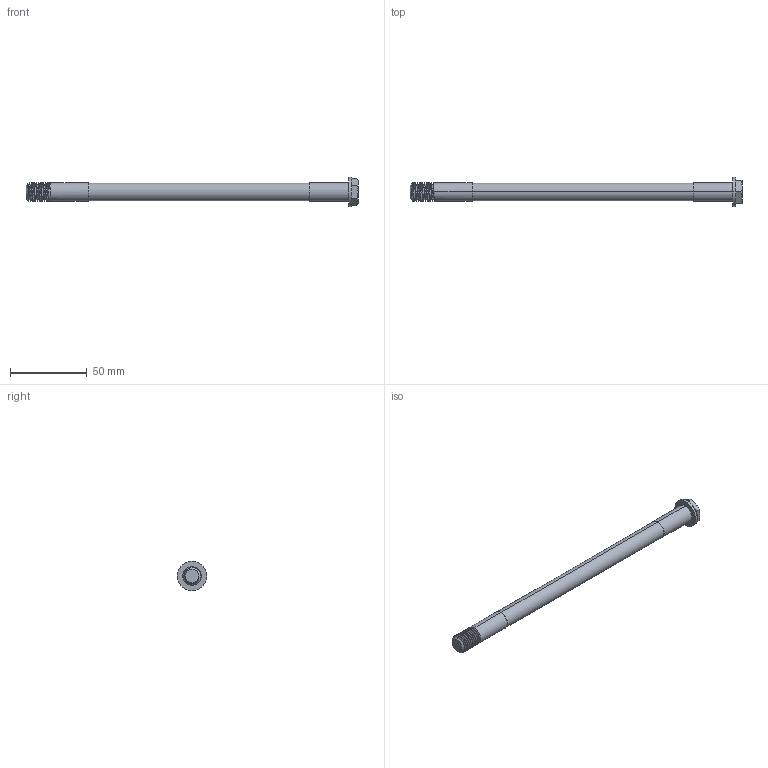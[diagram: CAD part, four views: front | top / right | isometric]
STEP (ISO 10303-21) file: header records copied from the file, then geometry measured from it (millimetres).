
FILE_DESCRIPTION (( 'STEP AP214' ), '1' );
FILE_NAME ('SK4088.STEP', '2025-04-16T21:15:37', ( '' ), ( '' ), 'SwSTEP 2.0', 'SolidWorks 2023', '' );
FILE_SCHEMA (( 'AUTOMOTIVE_DESIGN' ));
Length unit declared in the file: millimetre
Products named in the file (1): SK4088
Bounding box: 216 x 19.05 x 19.05 mm (x, y, z)
Volume: 23895.2 mm3; surface area: 9073.6 mm2
Topology: 1 solids, 1 shells, 66 faces, 155 edges, 96 vertices
Faces by surface type: cylinder 26, plane 20, cone 16, torus 2, bspline 2
Entity records: 3093 total; most frequent: CARTESIAN_POINT 1704, ORIENTED_EDGE 310, DIRECTION 257, EDGE_CURVE 155, AXIS2_PLACEMENT_3D 100, VERTEX_POINT 96, EDGE_LOOP 71, ADVANCED_FACE 66
